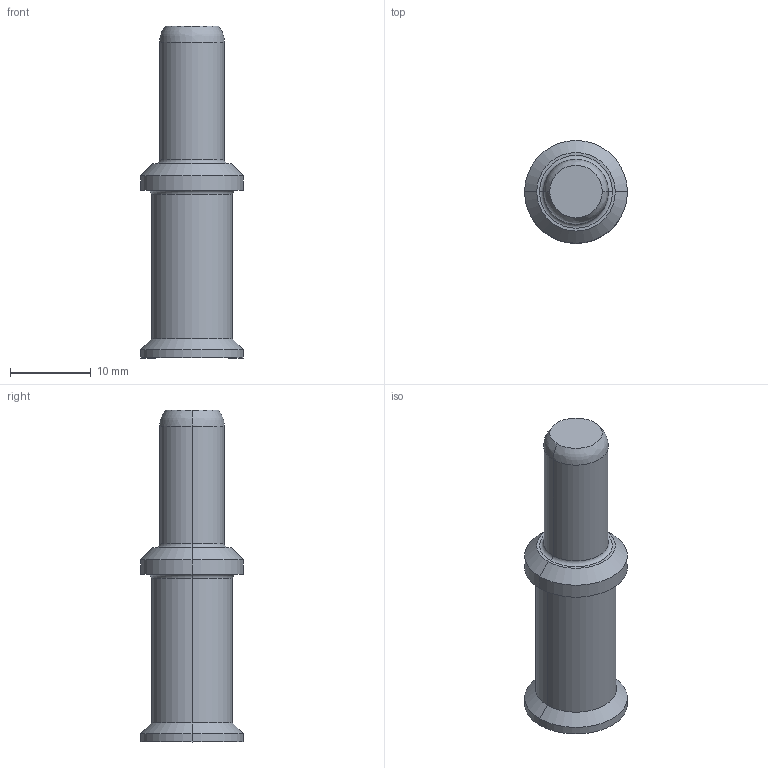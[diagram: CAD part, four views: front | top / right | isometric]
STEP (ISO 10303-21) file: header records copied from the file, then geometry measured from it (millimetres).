
FILE_DESCRIPTION((''),'2;1');
FILE_NAME('CKSM-25','2017-05-25T',('tl.yang'),(''),'PRO/ENGINEER BY PARAMETRIC TECHNOLOGY CORPORATION, 2011500','PRO/ENGINEER BY PARAMETRIC TECHNOLOGY CORPORATION, 2011500','');
FILE_SCHEMA(('CONFIG_CONTROL_DESIGN'));
Length unit declared in the file: millimetre
Products named in the file (1): CKSM-25
Bounding box: 12.7 x 12.7 x 41 mm (x, y, z)
Volume: 2148.3 mm3; surface area: 1893.2 mm2
Topology: 1 solids, 1 shells, 30 faces, 62 edges, 35 vertices
Faces by surface type: cylinder 12, cone 8, torus 4, plane 4, bspline 2
Entity records: 910 total; most frequent: CARTESIAN_POINT 229, DIRECTION 148, ORIENTED_EDGE 120, AXIS2_PLACEMENT_3D 64, EDGE_CURVE 60, CIRCLE 36, VERTEX_POINT 35, EDGE_LOOP 35
